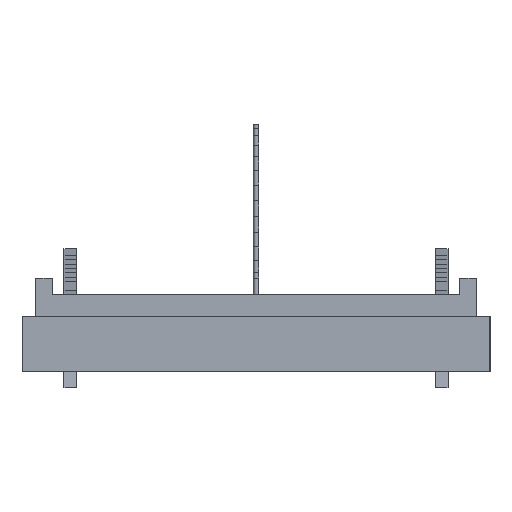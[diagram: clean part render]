
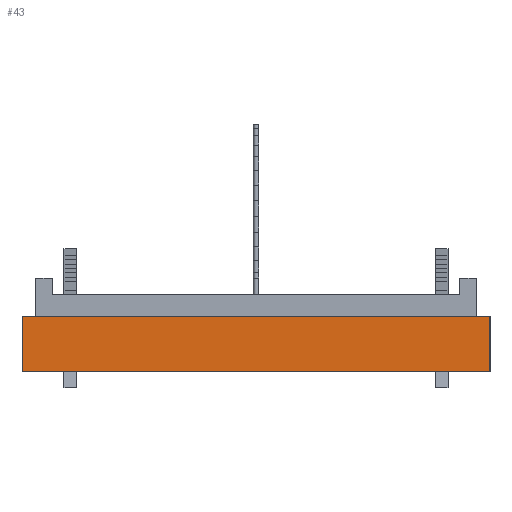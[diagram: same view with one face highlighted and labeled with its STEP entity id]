
A CAD part, left-side view. The second image highlights one B-rep face of the part: STEP entity #43.
In plain terms, the highlighted planar face has unit normal (-1, 0, 0).
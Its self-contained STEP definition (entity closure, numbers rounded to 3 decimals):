
#43 = ADVANCED_FACE('',(#44),#58,.F.);
#44 = FACE_BOUND('',#45,.F.);
#45 = EDGE_LOOP('',(#46,#81,#109,#137));
#46 = ORIENTED_EDGE('',*,*,#47,.F.);
#47 = EDGE_CURVE('',#48,#50,#52,.T.);
#48 = VERTEX_POINT('',#49);
#49 = CARTESIAN_POINT('',(-70.5,-17.,-4.));
#50 = VERTEX_POINT('',#51);
#51 = CARTESIAN_POINT('',(-70.5,-17.,0.));
#52 = SURFACE_CURVE('',#53,(#57,#69),.PCURVE_S1.);
#53 = LINE('',#54,#55);
#54 = CARTESIAN_POINT('',(-70.5,-17.,-4.));
#55 = VECTOR('',#56,1.);
#56 = DIRECTION('',(0.,0.,1.));
#57 = PCURVE('',#58,#63);
#58 = PLANE('',#59);
#59 = AXIS2_PLACEMENT_3D('',#60,#61,#62);
#60 = CARTESIAN_POINT('',(-70.5,-17.,-4.));
#61 = DIRECTION('',(1.,0.,0.));
#62 = DIRECTION('',(0.,0.,1.));
#63 = DEFINITIONAL_REPRESENTATION('',(#64),#68);
#64 = LINE('',#65,#66);
#65 = CARTESIAN_POINT('',(0.,0.));
#66 = VECTOR('',#67,1.);
#67 = DIRECTION('',(1.,0.));
#68 = ( GEOMETRIC_REPRESENTATION_CONTEXT(2) 
PARAMETRIC_REPRESENTATION_CONTEXT() REPRESENTATION_CONTEXT('2D SPACE',''
  ) );
#69 = PCURVE('',#70,#75);
#70 = PLANE('',#71);
#71 = AXIS2_PLACEMENT_3D('',#72,#73,#74);
#72 = CARTESIAN_POINT('',(-70.5,-17.,-4.));
#73 = DIRECTION('',(0.,1.,0.));
#74 = DIRECTION('',(0.,0.,1.));
#75 = DEFINITIONAL_REPRESENTATION('',(#76),#80);
#76 = LINE('',#77,#78);
#77 = CARTESIAN_POINT('',(0.,0.));
#78 = VECTOR('',#79,1.);
#79 = DIRECTION('',(1.,0.));
#80 = ( GEOMETRIC_REPRESENTATION_CONTEXT(2) 
PARAMETRIC_REPRESENTATION_CONTEXT() REPRESENTATION_CONTEXT('2D SPACE',''
  ) );
#81 = ORIENTED_EDGE('',*,*,#82,.T.);
#82 = EDGE_CURVE('',#48,#83,#85,.T.);
#83 = VERTEX_POINT('',#84);
#84 = CARTESIAN_POINT('',(-70.5,17.,-4.));
#85 = SURFACE_CURVE('',#86,(#90,#97),.PCURVE_S1.);
#86 = LINE('',#87,#88);
#87 = CARTESIAN_POINT('',(-70.5,-17.,-4.));
#88 = VECTOR('',#89,1.);
#89 = DIRECTION('',(0.,1.,0.));
#90 = PCURVE('',#58,#91);
#91 = DEFINITIONAL_REPRESENTATION('',(#92),#96);
#92 = LINE('',#93,#94);
#93 = CARTESIAN_POINT('',(0.,0.));
#94 = VECTOR('',#95,1.);
#95 = DIRECTION('',(0.,-1.));
#96 = ( GEOMETRIC_REPRESENTATION_CONTEXT(2) 
PARAMETRIC_REPRESENTATION_CONTEXT() REPRESENTATION_CONTEXT('2D SPACE',''
  ) );
#97 = PCURVE('',#98,#103);
#98 = PLANE('',#99);
#99 = AXIS2_PLACEMENT_3D('',#100,#101,#102);
#100 = CARTESIAN_POINT('',(-70.5,-17.,-4.));
#101 = DIRECTION('',(0.,0.,1.));
#102 = DIRECTION('',(1.,0.,0.));
#103 = DEFINITIONAL_REPRESENTATION('',(#104),#108);
#104 = LINE('',#105,#106);
#105 = CARTESIAN_POINT('',(0.,0.));
#106 = VECTOR('',#107,1.);
#107 = DIRECTION('',(0.,1.));
#108 = ( GEOMETRIC_REPRESENTATION_CONTEXT(2) 
PARAMETRIC_REPRESENTATION_CONTEXT() REPRESENTATION_CONTEXT('2D SPACE',''
  ) );
#109 = ORIENTED_EDGE('',*,*,#110,.T.);
#110 = EDGE_CURVE('',#83,#111,#113,.T.);
#111 = VERTEX_POINT('',#112);
#112 = CARTESIAN_POINT('',(-70.5,17.,0.));
#113 = SURFACE_CURVE('',#114,(#118,#125),.PCURVE_S1.);
#114 = LINE('',#115,#116);
#115 = CARTESIAN_POINT('',(-70.5,17.,-4.));
#116 = VECTOR('',#117,1.);
#117 = DIRECTION('',(0.,0.,1.));
#118 = PCURVE('',#58,#119);
#119 = DEFINITIONAL_REPRESENTATION('',(#120),#124);
#120 = LINE('',#121,#122);
#121 = CARTESIAN_POINT('',(0.,-34.));
#122 = VECTOR('',#123,1.);
#123 = DIRECTION('',(1.,0.));
#124 = ( GEOMETRIC_REPRESENTATION_CONTEXT(2) 
PARAMETRIC_REPRESENTATION_CONTEXT() REPRESENTATION_CONTEXT('2D SPACE',''
  ) );
#125 = PCURVE('',#126,#131);
#126 = PLANE('',#127);
#127 = AXIS2_PLACEMENT_3D('',#128,#129,#130);
#128 = CARTESIAN_POINT('',(-70.5,17.,-4.));
#129 = DIRECTION('',(0.,1.,0.));
#130 = DIRECTION('',(0.,0.,1.));
#131 = DEFINITIONAL_REPRESENTATION('',(#132),#136);
#132 = LINE('',#133,#134);
#133 = CARTESIAN_POINT('',(0.,0.));
#134 = VECTOR('',#135,1.);
#135 = DIRECTION('',(1.,0.));
#136 = ( GEOMETRIC_REPRESENTATION_CONTEXT(2) 
PARAMETRIC_REPRESENTATION_CONTEXT() REPRESENTATION_CONTEXT('2D SPACE',''
  ) );
#137 = ORIENTED_EDGE('',*,*,#138,.F.);
#138 = EDGE_CURVE('',#50,#111,#139,.T.);
#139 = SURFACE_CURVE('',#140,(#144,#151),.PCURVE_S1.);
#140 = LINE('',#141,#142);
#141 = CARTESIAN_POINT('',(-70.5,-17.,0.));
#142 = VECTOR('',#143,1.);
#143 = DIRECTION('',(0.,1.,0.));
#144 = PCURVE('',#58,#145);
#145 = DEFINITIONAL_REPRESENTATION('',(#146),#150);
#146 = LINE('',#147,#148);
#147 = CARTESIAN_POINT('',(4.,0.));
#148 = VECTOR('',#149,1.);
#149 = DIRECTION('',(0.,-1.));
#150 = ( GEOMETRIC_REPRESENTATION_CONTEXT(2) 
PARAMETRIC_REPRESENTATION_CONTEXT() REPRESENTATION_CONTEXT('2D SPACE',''
  ) );
#151 = PCURVE('',#152,#157);
#152 = PLANE('',#153);
#153 = AXIS2_PLACEMENT_3D('',#154,#155,#156);
#154 = CARTESIAN_POINT('',(-70.5,-17.,0.));
#155 = DIRECTION('',(0.,0.,1.));
#156 = DIRECTION('',(1.,0.,0.));
#157 = DEFINITIONAL_REPRESENTATION('',(#158),#162);
#158 = LINE('',#159,#160);
#159 = CARTESIAN_POINT('',(0.,0.));
#160 = VECTOR('',#161,1.);
#161 = DIRECTION('',(0.,1.));
#162 = ( GEOMETRIC_REPRESENTATION_CONTEXT(2) 
PARAMETRIC_REPRESENTATION_CONTEXT() REPRESENTATION_CONTEXT('2D SPACE',''
  ) );
